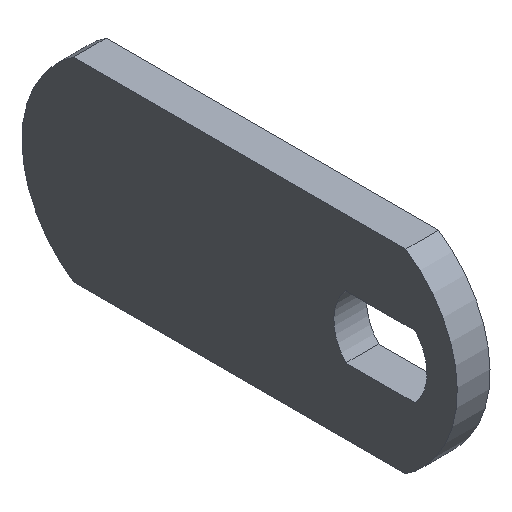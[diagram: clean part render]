
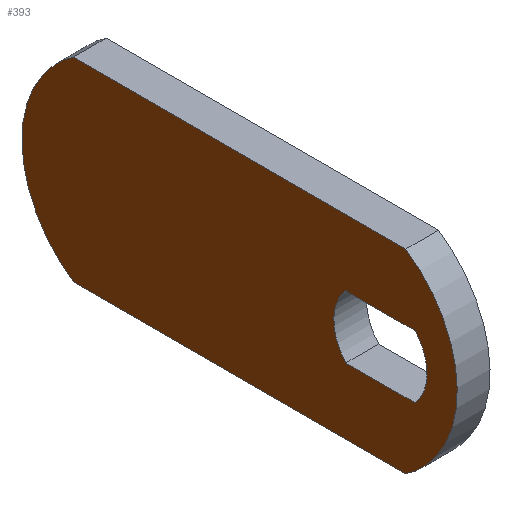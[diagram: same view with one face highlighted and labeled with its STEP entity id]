
A CAD part, isometric view. The second image highlights one B-rep face of the part: STEP entity #393.
In plain terms, the highlighted free-form (B-spline) face has degree [1, 1] with [2, 2] control points.
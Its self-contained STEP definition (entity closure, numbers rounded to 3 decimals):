
#49=CARTESIAN_POINT('',(19.5,3.376,3.05));
#50=VERTEX_POINT('',#49);
#51=CARTESIAN_POINT('',(19.5,-3.376,3.05));
#52=VERTEX_POINT('',#51);
#53=CARTESIAN_POINT('',(19.5,3.376,3.05));
#54=CARTESIAN_POINT('',(19.5,-3.376,3.05));
#55=QUASI_UNIFORM_CURVE('',1,(#53,#54),.UNSPECIFIED.,.F.,.U.);
#56=EDGE_CURVE('',#50,#52,#55,.T.);
#94=CARTESIAN_POINT('',(19.5,3.376,-3.05));
#95=VERTEX_POINT('',#94);
#96=CARTESIAN_POINT('',(19.5,3.376,-3.05));
#97=CARTESIAN_POINT('',(19.5,6.132,0.));
#98=CARTESIAN_POINT('',(19.5,3.376,3.05));
#106=(BOUNDED_CURVE()B_SPLINE_CURVE(2,(#96,#97,#98),.UNSPECIFIED.,.F.,.U.)CURVE()GEOMETRIC_REPRESENTATION_ITEM()QUASI_UNIFORM_CURVE()RATIONAL_B_SPLINE_CURVE((1.0,0.742,1.0))REPRESENTATION_ITEM(''));
#107=EDGE_CURVE('',#95,#50,#106,.T.);
#138=CARTESIAN_POINT('',(19.5,-3.376,-3.05));
#139=VERTEX_POINT('',#138);
#140=CARTESIAN_POINT('',(19.5,-3.376,-3.05));
#141=CARTESIAN_POINT('',(19.5,3.376,-3.05));
#142=QUASI_UNIFORM_CURVE('',1,(#140,#141),.UNSPECIFIED.,.F.,.U.);
#143=EDGE_CURVE('',#139,#95,#142,.T.);
#175=CARTESIAN_POINT('',(19.5,-3.376,3.05));
#176=CARTESIAN_POINT('',(19.5,-6.132,0.));
#177=CARTESIAN_POINT('',(19.5,-3.376,-3.05));
#185=(BOUNDED_CURVE()B_SPLINE_CURVE(2,(#175,#176,#177),.UNSPECIFIED.,.F.,.U.)CURVE()GEOMETRIC_REPRESENTATION_ITEM()QUASI_UNIFORM_CURVE()RATIONAL_B_SPLINE_CURVE((1.0,0.742,1.0))REPRESENTATION_ITEM(''));
#186=EDGE_CURVE('',#52,#139,#185,.T.);
#220=CARTESIAN_POINT('',(19.5,-2.481,9.5));
#221=VERTEX_POINT('',#220);
#222=CARTESIAN_POINT('',(19.5,-2.481,-9.5));
#223=VERTEX_POINT('',#222);
#224=CARTESIAN_POINT('',(19.5,-2.481,9.5));
#225=CARTESIAN_POINT('',(19.5,-7.5,6.076));
#226=CARTESIAN_POINT('',(19.5,-7.5,0.));
#227=CARTESIAN_POINT('',(19.5,-7.5,-6.076));
#228=CARTESIAN_POINT('',(19.5,-2.481,-9.5));
#236=(BOUNDED_CURVE()B_SPLINE_CURVE(2,(#224,#225,#226,#227,#228),.UNSPECIFIED.,.F.,.U.)B_SPLINE_CURVE_WITH_KNOTS((3,2,3),(0.0,0.5,1.0),.UNSPECIFIED.)CURVE()GEOMETRIC_REPRESENTATION_ITEM()RATIONAL_B_SPLINE_CURVE((1.0,0.884,1.0,0.884,1.0))REPRESENTATION_ITEM(''));
#237=EDGE_CURVE('',#221,#223,#236,.T.);
#276=CARTESIAN_POINT('',(19.5,29.981,-9.5));
#277=VERTEX_POINT('',#276);
#278=CARTESIAN_POINT('',(19.5,29.981,-9.5));
#279=CARTESIAN_POINT('',(19.5,-2.481,-9.5));
#280=QUASI_UNIFORM_CURVE('',1,(#278,#279),.UNSPECIFIED.,.F.,.U.);
#281=EDGE_CURVE('',#277,#223,#280,.T.);
#313=CARTESIAN_POINT('',(19.5,29.981,9.5));
#314=VERTEX_POINT('',#313);
#315=CARTESIAN_POINT('',(19.5,29.981,-9.5));
#316=CARTESIAN_POINT('',(19.5,35.,-6.076));
#317=CARTESIAN_POINT('',(19.5,35.,0.));
#318=CARTESIAN_POINT('',(19.5,35.,6.076));
#319=CARTESIAN_POINT('',(19.5,29.981,9.5));
#327=(BOUNDED_CURVE()B_SPLINE_CURVE(2,(#315,#316,#317,#318,#319),.UNSPECIFIED.,.F.,.U.)B_SPLINE_CURVE_WITH_KNOTS((3,2,3),(0.0,0.5,1.0),.UNSPECIFIED.)CURVE()GEOMETRIC_REPRESENTATION_ITEM()RATIONAL_B_SPLINE_CURVE((1.0,0.884,1.0,0.884,1.0))REPRESENTATION_ITEM(''));
#328=EDGE_CURVE('',#277,#314,#327,.T.);
#361=CARTESIAN_POINT('',(19.5,-2.481,9.5));
#362=CARTESIAN_POINT('',(19.5,29.981,9.5));
#363=QUASI_UNIFORM_CURVE('',1,(#361,#362),.UNSPECIFIED.,.F.,.U.);
#364=EDGE_CURVE('',#221,#314,#363,.T.);
#376=CARTESIAN_POINT('',(19.5,-9.623,10.449));
#377=CARTESIAN_POINT('',(19.5,37.123,10.449));
#378=CARTESIAN_POINT('',(19.5,-9.623,-10.449));
#379=CARTESIAN_POINT('',(19.5,37.123,-10.449));
#380=B_SPLINE_SURFACE_WITH_KNOTS('',1,1,((#376,#378),(#377,#379)),.UNSPECIFIED.,.F.,.F.,.U.,(2,2),(2,2),(0.0,46.746),(0.0,20.898),.UNSPECIFIED.);
#381=ORIENTED_EDGE('',*,*,#364,.T.);
#382=ORIENTED_EDGE('',*,*,#328,.F.);
#383=ORIENTED_EDGE('',*,*,#281,.T.);
#384=ORIENTED_EDGE('',*,*,#237,.F.);
#385=EDGE_LOOP('',(#381,#382,#383,#384));
#386=FACE_OUTER_BOUND('',#385,.T.);
#387=ORIENTED_EDGE('',*,*,#186,.T.);
#388=ORIENTED_EDGE('',*,*,#143,.T.);
#389=ORIENTED_EDGE('',*,*,#107,.T.);
#390=ORIENTED_EDGE('',*,*,#56,.T.);
#391=EDGE_LOOP('',(#387,#388,#389,#390));
#392=FACE_BOUND('',#391,.T.);
#393=ADVANCED_FACE('',(#386,#392),#380,.T.);
